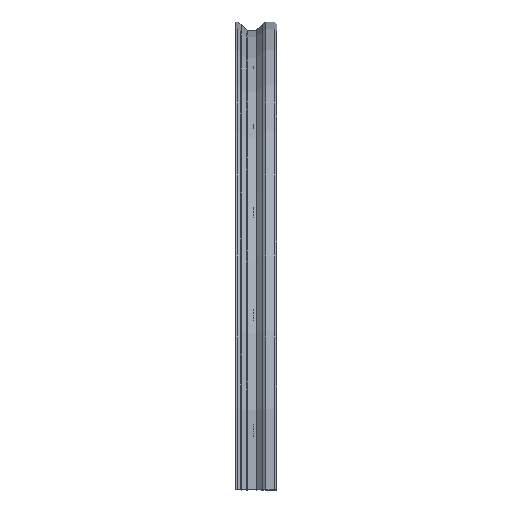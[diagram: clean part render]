
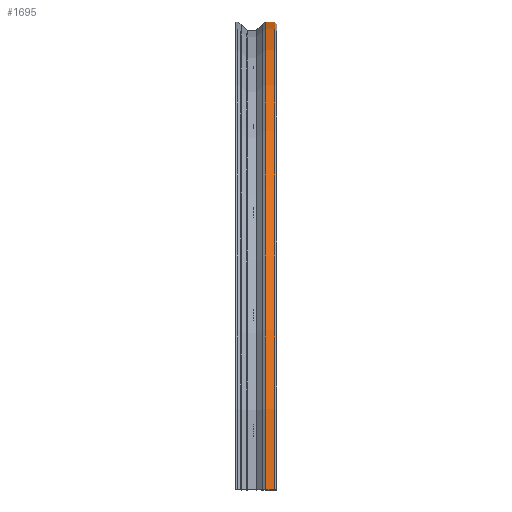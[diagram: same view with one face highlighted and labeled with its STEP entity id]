
A CAD part, left-side view. The second image highlights one B-rep face of the part: STEP entity #1695.
In plain terms, the highlighted cylindrical face has radius 314 mm (diameter 628 mm), a partial arc.
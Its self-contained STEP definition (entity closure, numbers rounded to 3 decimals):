
#64 = VERTEX_POINT ( 'NONE', #1820 ) ;
#151 = ORIENTED_EDGE ( 'NONE', *, *, #382, .F. ) ;
#305 = CYLINDRICAL_SURFACE ( 'NONE', #3035, 314. ) ;
#354 = DIRECTION ( 'NONE',  ( -1., 0., 0. ) ) ;
#382 = EDGE_CURVE ( 'NONE', #2036, #64, #2457, .T. ) ;
#389 = AXIS2_PLACEMENT_3D ( 'NONE', #3247, #1817, #354 ) ;
#457 = CARTESIAN_POINT ( 'NONE',  ( -614., 7.444, 0. ) ) ;
#492 = DIRECTION ( 'NONE',  ( -1., 0., 0. ) ) ;
#561 = CARTESIAN_POINT ( 'NONE',  ( -300., 0., 0. ) ) ;
#692 = ORIENTED_EDGE ( 'NONE', *, *, #3522, .T. ) ;
#772 = CARTESIAN_POINT ( 'NONE',  ( -300., 0., 314. ) ) ;
#864 = CARTESIAN_POINT ( 'NONE',  ( -300., 7.444, 0. ) ) ;
#896 = CARTESIAN_POINT ( 'NONE',  ( -614., 1.5, 0. ) ) ;
#991 = CIRCLE ( 'NONE', #389, 314. ) ;
#1046 = EDGE_LOOP ( 'NONE', ( #2759, #692, #151, #2794 ) ) ;
#1325 = VERTEX_POINT ( 'NONE', #896 ) ;
#1371 = VECTOR ( 'NONE', #3719, 1000. ) ;
#1443 = DIRECTION ( 'NONE',  ( 0., 0., 1. ) ) ;
#1444 = EDGE_CURVE ( 'NONE', #1325, #2165, #991, .T. ) ;
#1695 = ADVANCED_FACE ( 'NONE', ( #1750 ), #305, .T. ) ;
#1750 = FACE_OUTER_BOUND ( 'NONE', #1046, .T. ) ;
#1817 = DIRECTION ( 'NONE',  ( 0., 1., 0. ) ) ;
#1820 = CARTESIAN_POINT ( 'NONE',  ( -300., 7.444, 314. ) ) ;
#1913 = DIRECTION ( 'NONE',  ( 0., 1., 0. ) ) ;
#2036 = VERTEX_POINT ( 'NONE', #457 ) ;
#2165 = VERTEX_POINT ( 'NONE', #2537 ) ;
#2457 = CIRCLE ( 'NONE', #3109, 314. ) ;
#2537 = CARTESIAN_POINT ( 'NONE',  ( -300., 1.5, 314. ) ) ;
#2622 = DIRECTION ( 'NONE',  ( 0., 1., 0. ) ) ;
#2759 = ORIENTED_EDGE ( 'NONE', *, *, #1444, .T. ) ;
#2794 = ORIENTED_EDGE ( 'NONE', *, *, #3045, .F. ) ;
#3035 = AXIS2_PLACEMENT_3D ( 'NONE', #561, #2622, #1443 ) ;
#3045 = EDGE_CURVE ( 'NONE', #1325, #2036, #3434, .T. ) ;
#3109 = AXIS2_PLACEMENT_3D ( 'NONE', #864, #3136, #492 ) ;
#3136 = DIRECTION ( 'NONE',  ( 0., 1., 0. ) ) ;
#3247 = CARTESIAN_POINT ( 'NONE',  ( -300., 1.5, 0. ) ) ;
#3258 = VECTOR ( 'NONE', #1913, 1000. ) ;
#3344 = LINE ( 'NONE', #772, #3258 ) ;
#3434 = LINE ( 'NONE', #3647, #1371 ) ;
#3522 = EDGE_CURVE ( 'NONE', #2165, #64, #3344, .T. ) ;
#3647 = CARTESIAN_POINT ( 'NONE',  ( -614., 1.5, 0. ) ) ;
#3719 = DIRECTION ( 'NONE',  ( 0., 1., 0. ) ) ;
